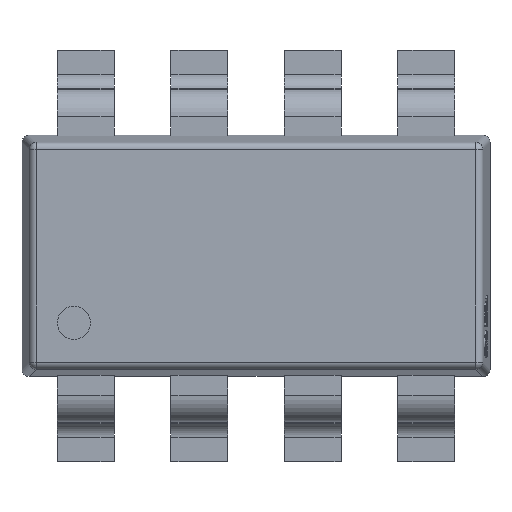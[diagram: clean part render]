
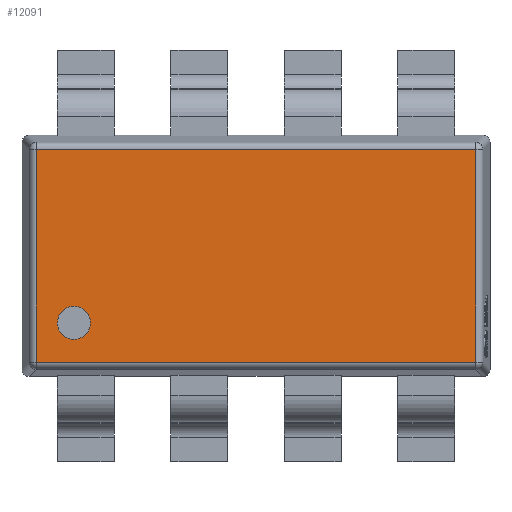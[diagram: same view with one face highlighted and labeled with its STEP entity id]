
A CAD part, top view. The second image highlights one B-rep face of the part: STEP entity #12091.
In plain terms, the highlighted planar face has unit normal (0, 0, 1).
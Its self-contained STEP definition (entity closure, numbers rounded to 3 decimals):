
#151 = CARTESIAN_POINT ( 'NONE',  ( -1.55, -0.794, 0.4 ) ) ;
#420 = LINE ( 'NONE', #151, #13432 ) ;
#614 = CIRCLE ( 'NONE', #880, 0.117 ) ;
#880 = AXIS2_PLACEMENT_3D ( 'NONE', #1235, #10514, #1156 ) ;
#965 = DIRECTION ( 'NONE',  ( 1., 0., 0. ) ) ;
#986 = CARTESIAN_POINT ( 'NONE',  ( -1.55, 0.75, 0.4 ) ) ;
#1156 = DIRECTION ( 'NONE',  ( 1., 0., 0. ) ) ;
#1235 = CARTESIAN_POINT ( 'NONE',  ( -1.284, -0.473, 0.4 ) ) ;
#1295 = ORIENTED_EDGE ( 'NONE', *, *, #8572, .F. ) ;
#1440 = EDGE_CURVE ( 'NONE', #14701, #2842, #420, .T. ) ;
#2130 = EDGE_CURVE ( 'NONE', #7936, #15564, #614, .T. ) ;
#2842 = VERTEX_POINT ( 'NONE', #13300 ) ;
#3394 = LINE ( 'NONE', #15382, #4041 ) ;
#4041 = VECTOR ( 'NONE', #6318, 1000. ) ;
#4094 = ORIENTED_EDGE ( 'NONE', *, *, #15078, .T. ) ;
#4869 = DIRECTION ( 'NONE',  ( 0., 1., 0. ) ) ;
#5473 = EDGE_CURVE ( 'NONE', #15951, #14701, #7666, .T. ) ;
#5850 = DIRECTION ( 'NONE',  ( 0., 0., 1. ) ) ;
#6096 = PLANE ( 'NONE',  #13363 ) ;
#6318 = DIRECTION ( 'NONE',  ( 1., 0., 0. ) ) ;
#7666 = LINE ( 'NONE', #15609, #9247 ) ;
#7936 = VERTEX_POINT ( 'NONE', #15768 ) ;
#8572 = EDGE_CURVE ( 'NONE', #15564, #7936, #12638, .T. ) ;
#8809 = LINE ( 'NONE', #14005, #15354 ) ;
#8905 = DIRECTION ( 'NONE',  ( -1., 0., 0. ) ) ;
#9247 = VECTOR ( 'NONE', #8905, 1000. ) ;
#10514 = DIRECTION ( 'NONE',  ( 0., 0., 1. ) ) ;
#10761 = CARTESIAN_POINT ( 'NONE',  ( 0., 0., 0.4 ) ) ;
#10895 = CARTESIAN_POINT ( 'NONE',  ( -1.284, -0.473, 0.4 ) ) ;
#11061 = ORIENTED_EDGE ( 'NONE', *, *, #5473, .T. ) ;
#11226 = ORIENTED_EDGE ( 'NONE', *, *, #2130, .F. ) ;
#11483 = FACE_OUTER_BOUND ( 'NONE', #14550, .T. ) ;
#11731 = DIRECTION ( 'NONE',  ( 0., 0., 1. ) ) ;
#11837 = VERTEX_POINT ( 'NONE', #14638 ) ;
#11976 = EDGE_CURVE ( 'NONE', #11837, #15951, #8809, .T. ) ;
#12091 = ADVANCED_FACE ( 'NONE', ( #11483, #16949 ), #6096, .T. ) ;
#12296 = DIRECTION ( 'NONE',  ( 1., 0., 0. ) ) ;
#12367 = ORIENTED_EDGE ( 'NONE', *, *, #1440, .T. ) ;
#12614 = CARTESIAN_POINT ( 'NONE',  ( -1.167, -0.473, 0.4 ) ) ;
#12638 = CIRCLE ( 'NONE', #12906, 0.117 ) ;
#12906 = AXIS2_PLACEMENT_3D ( 'NONE', #10895, #5850, #12296 ) ;
#13300 = CARTESIAN_POINT ( 'NONE',  ( -1.55, -0.75, 0.4 ) ) ;
#13363 = AXIS2_PLACEMENT_3D ( 'NONE', #10761, #11731, #965 ) ;
#13432 = VECTOR ( 'NONE', #16393, 1000. ) ;
#14005 = CARTESIAN_POINT ( 'NONE',  ( 1.55, 0.794, 0.4 ) ) ;
#14550 = EDGE_LOOP ( 'NONE', ( #4094, #14851, #11061, #12367 ) ) ;
#14630 = EDGE_LOOP ( 'NONE', ( #1295, #11226 ) ) ;
#14638 = CARTESIAN_POINT ( 'NONE',  ( 1.55, -0.75, 0.4 ) ) ;
#14701 = VERTEX_POINT ( 'NONE', #986 ) ;
#14851 = ORIENTED_EDGE ( 'NONE', *, *, #11976, .T. ) ;
#15078 = EDGE_CURVE ( 'NONE', #2842, #11837, #3394, .T. ) ;
#15354 = VECTOR ( 'NONE', #4869, 1000. ) ;
#15382 = CARTESIAN_POINT ( 'NONE',  ( 1.594, -0.75, 0.4 ) ) ;
#15511 = CARTESIAN_POINT ( 'NONE',  ( 1.55, 0.75, 0.4 ) ) ;
#15564 = VERTEX_POINT ( 'NONE', #12614 ) ;
#15609 = CARTESIAN_POINT ( 'NONE',  ( -1.594, 0.75, 0.4 ) ) ;
#15768 = CARTESIAN_POINT ( 'NONE',  ( -1.4, -0.473, 0.4 ) ) ;
#15951 = VERTEX_POINT ( 'NONE', #15511 ) ;
#16393 = DIRECTION ( 'NONE',  ( 0., -1., 0. ) ) ;
#16949 = FACE_BOUND ( 'NONE', #14630, .T. ) ;
